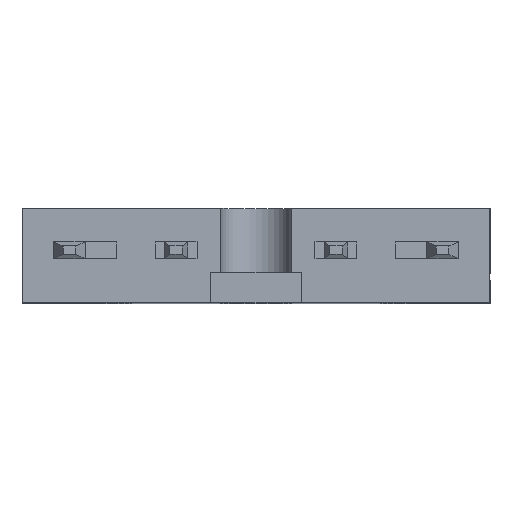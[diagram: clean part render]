
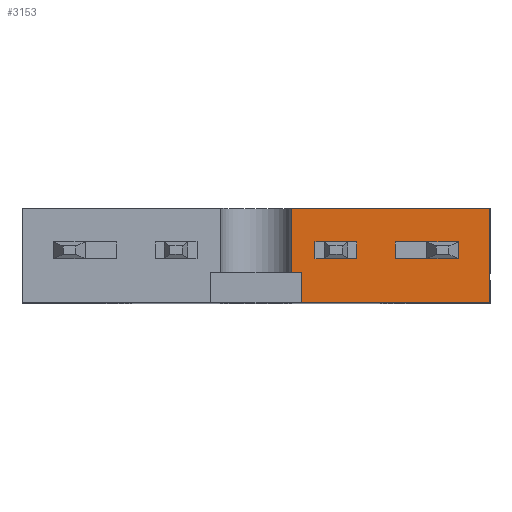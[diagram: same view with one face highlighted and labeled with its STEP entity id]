
A CAD part, top view. The second image highlights one B-rep face of the part: STEP entity #3153.
In plain terms, the highlighted planar face has unit normal (0, 0, 1).
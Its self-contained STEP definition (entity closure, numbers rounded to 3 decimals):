
#30 = DIRECTION ( 'NONE',  ( 0., 0., -1. ) ) ;
#32 = LINE ( 'NONE', #2616, #2303 ) ;
#64 = CARTESIAN_POINT ( 'NONE',  ( 9.64, 2.1, 8.625 ) ) ;
#80 = ORIENTED_EDGE ( 'NONE', *, *, #2263, .T. ) ;
#96 = VERTEX_POINT ( 'NONE', #1229 ) ;
#115 = EDGE_CURVE ( 'NONE', #1284, #2909, #185, .T. ) ;
#185 = LINE ( 'NONE', #2226, #463 ) ;
#233 = CARTESIAN_POINT ( 'NONE',  ( -11.15, 1.45, 8.625 ) ) ;
#256 = VERTEX_POINT ( 'NONE', #971 ) ;
#286 = VECTOR ( 'NONE', #3150, 1000. ) ;
#304 = ORIENTED_EDGE ( 'NONE', *, *, #818, .T. ) ;
#308 = CARTESIAN_POINT ( 'NONE',  ( -11.15, 4.5, 8.625 ) ) ;
#321 = ORIENTED_EDGE ( 'NONE', *, *, #380, .F. ) ;
#368 = CARTESIAN_POINT ( 'NONE',  ( 2.15, -9.055, 8.625 ) ) ;
#380 = EDGE_CURVE ( 'NONE', #1249, #1582, #1642, .T. ) ;
#407 = VERTEX_POINT ( 'NONE', #1596 ) ;
#443 = VECTOR ( 'NONE', #588, 1000. ) ;
#463 = VECTOR ( 'NONE', #2210, 1000. ) ;
#546 = DIRECTION ( 'NONE',  ( 1., 0., 0. ) ) ;
#572 = CARTESIAN_POINT ( 'NONE',  ( 6.64, 2.1, 8.625 ) ) ;
#574 = EDGE_CURVE ( 'NONE', #2876, #256, #2782, .T. ) ;
#584 = LINE ( 'NONE', #1087, #1803 ) ;
#588 = DIRECTION ( 'NONE',  ( -1., 0., 0. ) ) ;
#628 = VECTOR ( 'NONE', #640, 1000. ) ;
#640 = DIRECTION ( 'NONE',  ( 0., 1., 0. ) ) ;
#682 = ORIENTED_EDGE ( 'NONE', *, *, #686, .T. ) ;
#686 = EDGE_CURVE ( 'NONE', #1249, #2282, #2532, .T. ) ;
#774 = EDGE_CURVE ( 'NONE', #256, #880, #32, .T. ) ;
#796 = FACE_OUTER_BOUND ( 'NONE', #1614, .T. ) ;
#809 = EDGE_CURVE ( 'NONE', #1349, #1211, #829, .T. ) ;
#818 = EDGE_CURVE ( 'NONE', #2876, #1762, #2880, .T. ) ;
#829 = LINE ( 'NONE', #2080, #286 ) ;
#880 = VERTEX_POINT ( 'NONE', #572 ) ;
#924 = ORIENTED_EDGE ( 'NONE', *, *, #115, .F. ) ;
#971 = CARTESIAN_POINT ( 'NONE',  ( 6.64, 2.9, 8.625 ) ) ;
#972 = ORIENTED_EDGE ( 'NONE', *, *, #1111, .T. ) ;
#973 = EDGE_CURVE ( 'NONE', #407, #1284, #2889, .T. ) ;
#1032 = DIRECTION ( 'NONE',  ( 1., 0., 0. ) ) ;
#1055 = CARTESIAN_POINT ( 'NONE',  ( 1.675, 1.45, 8.625 ) ) ;
#1067 = CARTESIAN_POINT ( 'NONE',  ( 1.675, 4.5, 8.625 ) ) ;
#1087 = CARTESIAN_POINT ( 'NONE',  ( 2.81, 2.1, 8.625 ) ) ;
#1099 = FACE_BOUND ( 'NONE', #2780, .T. ) ;
#1101 = CARTESIAN_POINT ( 'NONE',  ( 9.64, 2.9, 8.625 ) ) ;
#1110 = CARTESIAN_POINT ( 'NONE',  ( 2.81, 2.1, 8.625 ) ) ;
#1111 = EDGE_CURVE ( 'NONE', #96, #1211, #2732, .T. ) ;
#1143 = VECTOR ( 'NONE', #2757, 1000. ) ;
#1211 = VERTEX_POINT ( 'NONE', #1815 ) ;
#1220 = LINE ( 'NONE', #3031, #1143 ) ;
#1225 = DIRECTION ( 'NONE',  ( -1., 0., 0. ) ) ;
#1229 = CARTESIAN_POINT ( 'NONE',  ( 2.15, 0., 8.625 ) ) ;
#1245 = CARTESIAN_POINT ( 'NONE',  ( 11.15, 0., 8.625 ) ) ;
#1249 = VERTEX_POINT ( 'NONE', #1055 ) ;
#1259 = EDGE_LOOP ( 'NONE', ( #2960, #1919, #80, #924 ) ) ;
#1284 = VERTEX_POINT ( 'NONE', #2159 ) ;
#1304 = ORIENTED_EDGE ( 'NONE', *, *, #809, .F. ) ;
#1349 = VERTEX_POINT ( 'NONE', #2953 ) ;
#1393 = VECTOR ( 'NONE', #3174, 1000. ) ;
#1444 = LINE ( 'NONE', #368, #628 ) ;
#1447 = ORIENTED_EDGE ( 'NONE', *, *, #2042, .F. ) ;
#1582 = VERTEX_POINT ( 'NONE', #1067 ) ;
#1596 = CARTESIAN_POINT ( 'NONE',  ( 4.81, 2.9, 8.625 ) ) ;
#1614 = EDGE_LOOP ( 'NONE', ( #2009, #321, #682, #1447, #972, #1304 ) ) ;
#1625 = VECTOR ( 'NONE', #3282, 1000. ) ;
#1630 = CARTESIAN_POINT ( 'NONE',  ( 2.81, 2.9, 8.625 ) ) ;
#1642 = LINE ( 'NONE', #2668, #1393 ) ;
#1721 = CARTESIAN_POINT ( 'NONE',  ( 6.64, 2.1, 8.625 ) ) ;
#1762 = VERTEX_POINT ( 'NONE', #64 ) ;
#1795 = EDGE_CURVE ( 'NONE', #1762, #880, #1940, .T. ) ;
#1803 = VECTOR ( 'NONE', #2583, 1000. ) ;
#1804 = EDGE_CURVE ( 'NONE', #407, #2100, #1220, .T. ) ;
#1815 = CARTESIAN_POINT ( 'NONE',  ( 11.15, 0., 8.625 ) ) ;
#1840 = CARTESIAN_POINT ( 'NONE',  ( -11.15, 4.5, 8.625 ) ) ;
#1875 = DIRECTION ( 'NONE',  ( 0., -1., 0. ) ) ;
#1880 = VECTOR ( 'NONE', #1032, 1000. ) ;
#1902 = ORIENTED_EDGE ( 'NONE', *, *, #574, .F. ) ;
#1919 = ORIENTED_EDGE ( 'NONE', *, *, #1804, .T. ) ;
#1940 = LINE ( 'NONE', #1721, #1625 ) ;
#2009 = ORIENTED_EDGE ( 'NONE', *, *, #3084, .F. ) ;
#2027 = CARTESIAN_POINT ( 'NONE',  ( 6.64, 2.9, 8.625 ) ) ;
#2042 = EDGE_CURVE ( 'NONE', #96, #2282, #1444, .T. ) ;
#2070 = AXIS2_PLACEMENT_3D ( 'NONE', #308, #30, #2120 ) ;
#2080 = CARTESIAN_POINT ( 'NONE',  ( 11.15, 4.5, 8.625 ) ) ;
#2100 = VERTEX_POINT ( 'NONE', #3255 ) ;
#2120 = DIRECTION ( 'NONE',  ( -1., 0., 0. ) ) ;
#2124 = DIRECTION ( 'NONE',  ( 0., -1., 0. ) ) ;
#2159 = CARTESIAN_POINT ( 'NONE',  ( 2.81, 2.9, 8.625 ) ) ;
#2210 = DIRECTION ( 'NONE',  ( 0., -1., 0. ) ) ;
#2226 = CARTESIAN_POINT ( 'NONE',  ( 2.81, 2.9, 8.625 ) ) ;
#2263 = EDGE_CURVE ( 'NONE', #2100, #2909, #584, .T. ) ;
#2282 = VERTEX_POINT ( 'NONE', #3087 ) ;
#2301 = ORIENTED_EDGE ( 'NONE', *, *, #774, .F. ) ;
#2303 = VECTOR ( 'NONE', #2124, 1000. ) ;
#2314 = CARTESIAN_POINT ( 'NONE',  ( 9.64, 2.9, 8.625 ) ) ;
#2436 = VECTOR ( 'NONE', #1875, 1000. ) ;
#2532 = LINE ( 'NONE', #233, #1880 ) ;
#2537 = DIRECTION ( 'NONE',  ( 1., 0., 0. ) ) ;
#2583 = DIRECTION ( 'NONE',  ( -1., 0., 0. ) ) ;
#2613 = PLANE ( 'NONE',  #2070 ) ;
#2616 = CARTESIAN_POINT ( 'NONE',  ( 6.64, 2.9, 8.625 ) ) ;
#2668 = CARTESIAN_POINT ( 'NONE',  ( 1.675, -3.288, 8.625 ) ) ;
#2732 = LINE ( 'NONE', #1245, #3318 ) ;
#2757 = DIRECTION ( 'NONE',  ( 0., -1., 0. ) ) ;
#2780 = EDGE_LOOP ( 'NONE', ( #2301, #1902, #304, #3286 ) ) ;
#2782 = LINE ( 'NONE', #2027, #3208 ) ;
#2859 = FACE_BOUND ( 'NONE', #1259, .T. ) ;
#2876 = VERTEX_POINT ( 'NONE', #2314 ) ;
#2880 = LINE ( 'NONE', #1101, #2436 ) ;
#2889 = LINE ( 'NONE', #1630, #443 ) ;
#2909 = VERTEX_POINT ( 'NONE', #1110 ) ;
#2953 = CARTESIAN_POINT ( 'NONE',  ( 11.15, 4.5, 8.625 ) ) ;
#2960 = ORIENTED_EDGE ( 'NONE', *, *, #973, .F. ) ;
#3031 = CARTESIAN_POINT ( 'NONE',  ( 4.81, 2.9, 8.625 ) ) ;
#3084 = EDGE_CURVE ( 'NONE', #1582, #1349, #3117, .T. ) ;
#3087 = CARTESIAN_POINT ( 'NONE',  ( 2.15, 1.45, 8.625 ) ) ;
#3117 = LINE ( 'NONE', #1840, #3143 ) ;
#3143 = VECTOR ( 'NONE', #546, 1000. ) ;
#3150 = DIRECTION ( 'NONE',  ( 0., -1., 0. ) ) ;
#3153 = ADVANCED_FACE ( 'NONE', ( #796, #1099, #2859 ), #2613, .F. ) ;
#3174 = DIRECTION ( 'NONE',  ( 0., 1., 0. ) ) ;
#3208 = VECTOR ( 'NONE', #1225, 1000. ) ;
#3255 = CARTESIAN_POINT ( 'NONE',  ( 4.81, 2.1, 8.625 ) ) ;
#3282 = DIRECTION ( 'NONE',  ( -1., 0., 0. ) ) ;
#3286 = ORIENTED_EDGE ( 'NONE', *, *, #1795, .T. ) ;
#3318 = VECTOR ( 'NONE', #2537, 1000. ) ;
